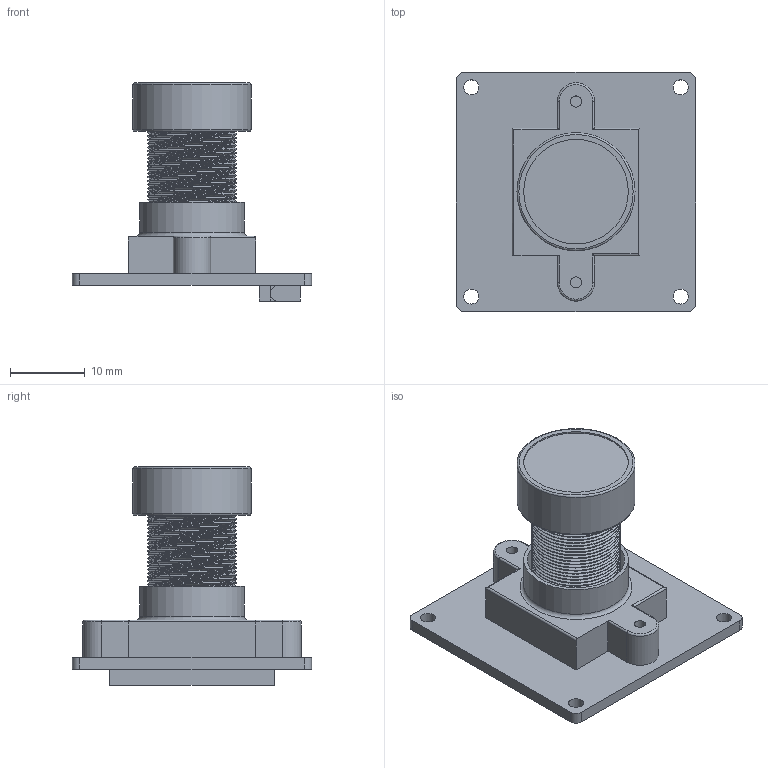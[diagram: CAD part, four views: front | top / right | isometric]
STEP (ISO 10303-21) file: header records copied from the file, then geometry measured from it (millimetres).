
FILE_DESCRIPTION(/* description */ (''),/* implementation_level */ '2;1');
FILE_NAME(/* name */ 'raspberry_pi_cam_8mp_m12_lens.step',/* time_stamp */ '2023-10-27T17:50:49-07:00',/* author */ (''),/* organization */ (''),/* preprocessor_version */ 'ST-DEVELOPER v20',/* originating_system */ 'Autodesk Translation Framework v12.14.0.127',/* authorisation */ '');
FILE_SCHEMA (('AUTOMOTIVE_DESIGN { 1 0 10303 214 3 1 1 }'));
Length unit declared in the file: millimetre
Products named in the file (5): Camera Module Assem; Board; Camera; Lens; Ribbon Connector
Assembly tree (4 placements, depth 3):
  Camera Module Assem
    Board
    Camera
      Lens
    Ribbon Connector
Bounding box: 32 x 32 x 29.2 mm (x, y, z)
Volume: 5863.7 mm3; surface area: 6318.1 mm2
Topology: 5 solids, 5 shells, 152 faces, 398 edges, 260 vertices
Faces by surface type: cylinder 89, plane 56, torus 5, bspline 2
Full cylindrical faces by diameter (mm): 1.5 x2, 2 x4, 11.348 x27, 11.5 x1, 11.927 x27, 13 x1, 14 x3, 15.8 x1
Entity records: 11066 total; most frequent: CARTESIAN_POINT 7307, ORIENTED_EDGE 796, DIRECTION 667, EDGE_CURVE 398, VERTEX_POINT 260, AXIS2_PLACEMENT_3D 231, LINE 205, VECTOR 205
